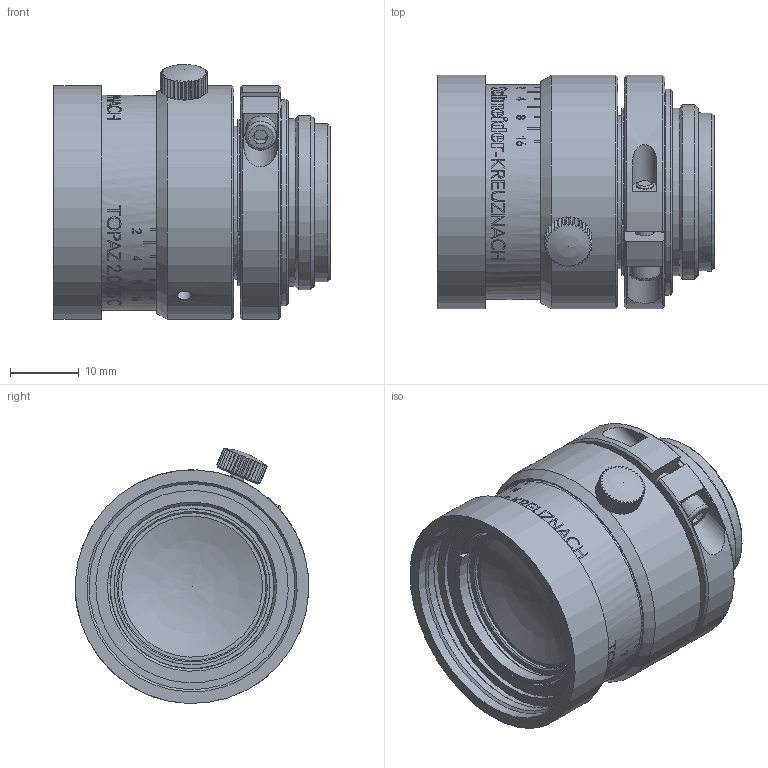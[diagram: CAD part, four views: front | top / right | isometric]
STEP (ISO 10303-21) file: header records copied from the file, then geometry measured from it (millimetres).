
FILE_DESCRIPTION(/* description */ (''),/* implementation_level */ '2;1');
FILE_NAME(/* name */ '1081347_00139289_002.stp',/* time_stamp */ '2021-09-30T16:43:45+02:00',/* author */ (''),/* organization */ (''),/* preprocessor_version */ 'ST-DEVELOPER v16',/* originating_system */ 'SIEMENS PLM Software NX 10.0',/* authorisation */ '');
FILE_SCHEMA (('AP203_CONFIGURATION_CONTROLLED_3D_DESIGN_OF_MECHANICAL_PARTS_AND_ASSEMBLIES_MIM_LF { 1 0 10303 403 2 1 2}'));
Length unit declared in the file: millimetre
Products named in the file (1): Froe3934055A947u
Bounding box: 40.18 x 33.98 x 37.08 mm (x, y, z)
Volume: 26198.6 mm3; surface area: 10969.3 mm2
Topology: 1 solids, 2 shells, 483 faces, 1667 edges, 1307 vertices
Faces by surface type: cylinder 224, plane 205, cone 46, torus 5, revolution 2, sphere 1
Full cylindrical faces by diameter (mm): 1.1 x1, 1.9 x3, 2 x1, 2.05 x3, 2.5 x2, 2.7 x3, 2.8 x1, 4.5 x1, 14.5 x1, 15 x1, 16 x1, 16.5 x1, 16.8 x1, 16.89 x1, 19.8 x1, 20 x1, 21.5 x1, 22.3 x1, 22.7 x1, 23 x2, 23.1 x1, 23.5 x1, 23.8 x1, 23.89 x1, 24 x1, 24.4 x1, 24.6 x1, 25.4 x1, 28 x1, 29.96 x1
Entity records: 20592 total; most frequent: CARTESIAN_POINT 7455, ORIENTED_EDGE 3091, DIRECTION 2030, EDGE_CURVE 1561, VERTEX_POINT 1275, AXIS2_PLACEMENT_3D 837, B_SPLINE_CURVE_WITH_KNOTS 816, EDGE_LOOP 695
